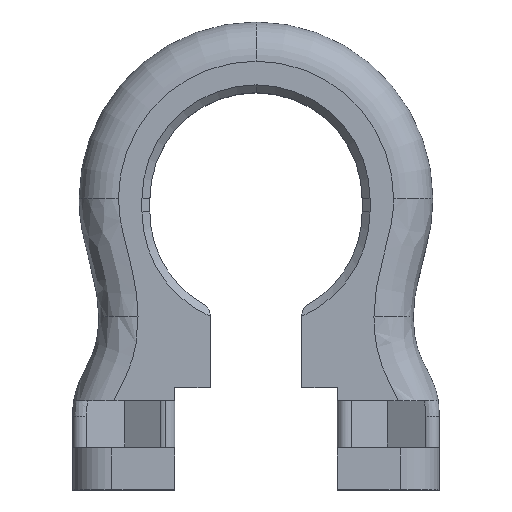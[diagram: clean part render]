
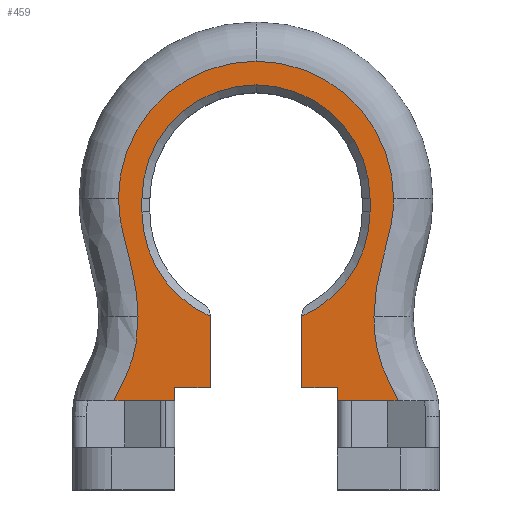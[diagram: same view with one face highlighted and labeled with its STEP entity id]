
A CAD part, top view. The second image highlights one B-rep face of the part: STEP entity #459.
In plain terms, the highlighted planar face has unit normal (0, 0, 1).
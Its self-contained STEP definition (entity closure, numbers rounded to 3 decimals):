
#32=CARTESIAN_POINT('',(-3.092,-29.319,11.489));
#33=VERTEX_POINT('',#32);
#42=CARTESIAN_POINT('',(-3.092,-29.819,11.489));
#43=VERTEX_POINT('',#42);
#44=CARTESIAN_POINT('',(-3.092,-29.819,11.489));
#45=DIRECTION('',(0.,1.,0.));
#46=VECTOR('',#45,0.5);
#47=LINE('',#44,#46);
#48=EDGE_CURVE('',#43,#33,#47,.T.);
#104=CARTESIAN_POINT('',(3.108,-29.819,11.489));
#105=VERTEX_POINT('',#104);
#106=CARTESIAN_POINT('',(3.108,-29.319,11.489));
#107=VERTEX_POINT('',#106);
#108=CARTESIAN_POINT('',(3.108,-29.819,11.489));
#109=DIRECTION('',(0.,1.,0.));
#110=VECTOR('',#109,0.5);
#111=LINE('',#108,#110);
#112=EDGE_CURVE('',#105,#107,#111,.T.);
#258=CARTESIAN_POINT('',(-6.992,-22.119,11.489));
#259=DIRECTION('',(0.,-0.,1.));
#260=DIRECTION('',(0.,1.,0.));
#261=AXIS2_PLACEMENT_3D('',#258,#259,#260);
#262=PLANE('',#261);
#263=CARTESIAN_POINT('',(4.358,-22.619,11.489));
#264=VERTEX_POINT('',#263);
#265=CARTESIAN_POINT('',(1.758,-26.602,11.489));
#266=VERTEX_POINT('',#265);
#267=CARTESIAN_POINT('',(0.008,-22.619,11.489));
#268=DIRECTION('',(-0.,0.,-1.));
#269=DIRECTION('',(0.,1.,0.));
#270=AXIS2_PLACEMENT_3D('',#267,#268,#269);
#271=CIRCLE('',#270,4.35);
#272=EDGE_CURVE('',#264,#266,#271,.T.);
#273=ORIENTED_EDGE('',*,*,#272,.T.);
#274=CARTESIAN_POINT('',(1.758,-29.319,11.489));
#275=VERTEX_POINT('',#274);
#276=CARTESIAN_POINT('',(1.758,-29.319,11.489));
#277=DIRECTION('',(0.,1.,0.));
#278=VECTOR('',#277,2.718);
#279=LINE('',#276,#278);
#280=EDGE_CURVE('',#275,#266,#279,.T.);
#281=ORIENTED_EDGE('',*,*,#280,.F.);
#282=CARTESIAN_POINT('',(1.758,-29.319,11.489));
#283=DIRECTION('',(1.,0.,-0.));
#284=VECTOR('',#283,1.35);
#285=LINE('',#282,#284);
#286=EDGE_CURVE('',#275,#107,#285,.T.);
#287=ORIENTED_EDGE('',*,*,#286,.T.);
#288=ORIENTED_EDGE('',*,*,#112,.F.);
#289=CARTESIAN_POINT('',(5.428,-29.819,11.489));
#290=VERTEX_POINT('',#289);
#291=CARTESIAN_POINT('',(5.428,-29.819,11.489));
#292=DIRECTION('',(-1.,0.,0.));
#293=VECTOR('',#292,2.32);
#294=LINE('',#291,#293);
#295=EDGE_CURVE('',#290,#105,#294,.T.);
#296=ORIENTED_EDGE('',*,*,#295,.F.);
#297=CARTESIAN_POINT('',(4.508,-26.619,11.489));
#298=VERTEX_POINT('',#297);
#299=CARTESIAN_POINT('',(5.428,-29.819,11.489));
#300=CARTESIAN_POINT('',(5.384,-29.685,11.489));
#301=CARTESIAN_POINT('',(5.32,-29.56,11.489));
#302=CARTESIAN_POINT('',(5.255,-29.434,11.489));
#303=CARTESIAN_POINT('',(5.19,-29.309,11.489));
#304=CARTESIAN_POINT('',(5.123,-29.184,11.489));
#305=CARTESIAN_POINT('',(5.06,-29.058,11.489));
#306=CARTESIAN_POINT('',(4.997,-28.932,11.489));
#307=CARTESIAN_POINT('',(4.938,-28.804,11.489));
#308=CARTESIAN_POINT('',(4.884,-28.673,11.489));
#309=CARTESIAN_POINT('',(4.83,-28.543,11.489));
#310=CARTESIAN_POINT('',(4.782,-28.409,11.489));
#311=CARTESIAN_POINT('',(4.74,-28.275,11.489));
#312=CARTESIAN_POINT('',(4.572,-27.737,11.489));
#313=CARTESIAN_POINT('',(4.508,-27.183,11.489));
#314=CARTESIAN_POINT('',(4.508,-26.619,11.489));
#315=B_SPLINE_CURVE_WITH_KNOTS('',3,(#299,#300,#301,#302,#303,#304,#305,#306,#307,#308,#309,#310,#311,#312,#313,#314),.UNSPECIFIED.,.F.,.F.,(4,3,3,3,3,4),(0.,0.,0.001,0.001,0.002,0.003),.UNSPECIFIED.);
#316=EDGE_CURVE('',#290,#298,#315,.T.);
#317=ORIENTED_EDGE('',*,*,#316,.T.);
#318=CARTESIAN_POINT('',(5.258,-22.119,11.489));
#319=VERTEX_POINT('',#318);
#320=CARTESIAN_POINT('',(4.508,-26.619,11.489));
#321=CARTESIAN_POINT('',(4.508,-26.235,11.489));
#322=CARTESIAN_POINT('',(4.544,-25.856,11.489));
#323=CARTESIAN_POINT('',(4.606,-25.481,11.489));
#324=CARTESIAN_POINT('',(4.668,-25.106,11.489));
#325=CARTESIAN_POINT('',(4.757,-24.736,11.489));
#326=CARTESIAN_POINT('',(4.853,-24.366,11.489));
#327=CARTESIAN_POINT('',(4.949,-23.996,11.489));
#328=CARTESIAN_POINT('',(5.052,-23.628,11.489));
#329=CARTESIAN_POINT('',(5.13,-23.254,11.489));
#330=CARTESIAN_POINT('',(5.208,-22.88,11.489));
#331=CARTESIAN_POINT('',(5.258,-22.503,11.489));
#332=CARTESIAN_POINT('',(5.258,-22.119,11.489));
#333=B_SPLINE_CURVE_WITH_KNOTS('',3,(#320,#321,#322,#323,#324,#325,#326,#327,#328,#329,#330,#331,#332),.UNSPECIFIED.,.F.,.F.,(4,3,3,3,4),(0.,0.001,0.002,0.003,0.005),.UNSPECIFIED.);
#334=EDGE_CURVE('',#298,#319,#333,.T.);
#335=ORIENTED_EDGE('',*,*,#334,.T.);
#336=CARTESIAN_POINT('',(0.008,-16.869,11.489));
#337=VERTEX_POINT('',#336);
#338=CARTESIAN_POINT('',(0.008,-22.119,11.489));
#339=DIRECTION('',(0.,-0.,1.));
#340=DIRECTION('',(0.,1.,0.));
#341=AXIS2_PLACEMENT_3D('',#338,#339,#340);
#342=CIRCLE('',#341,5.25);
#343=EDGE_CURVE('',#319,#337,#342,.T.);
#344=ORIENTED_EDGE('',*,*,#343,.T.);
#345=CARTESIAN_POINT('',(-5.242,-22.119,11.489));
#346=VERTEX_POINT('',#345);
#347=CARTESIAN_POINT('',(0.008,-22.119,11.489));
#348=DIRECTION('',(0.,-0.,1.));
#349=DIRECTION('',(0.,1.,0.));
#350=AXIS2_PLACEMENT_3D('',#347,#348,#349);
#351=CIRCLE('',#350,5.25);
#352=EDGE_CURVE('',#337,#346,#351,.T.);
#353=ORIENTED_EDGE('',*,*,#352,.T.);
#354=CARTESIAN_POINT('',(-4.492,-26.619,11.489));
#355=VERTEX_POINT('',#354);
#356=CARTESIAN_POINT('',(-5.242,-22.119,11.489));
#357=CARTESIAN_POINT('',(-5.242,-22.503,11.489));
#358=CARTESIAN_POINT('',(-5.192,-22.88,11.489));
#359=CARTESIAN_POINT('',(-5.114,-23.253,11.489));
#360=CARTESIAN_POINT('',(-5.036,-23.626,11.489));
#361=CARTESIAN_POINT('',(-4.933,-23.995,11.489));
#362=CARTESIAN_POINT('',(-4.837,-24.364,11.489));
#363=CARTESIAN_POINT('',(-4.741,-24.734,11.489));
#364=CARTESIAN_POINT('',(-4.652,-25.107,11.489));
#365=CARTESIAN_POINT('',(-4.589,-25.482,11.489));
#366=CARTESIAN_POINT('',(-4.527,-25.858,11.489));
#367=CARTESIAN_POINT('',(-4.492,-26.236,11.489));
#368=CARTESIAN_POINT('',(-4.492,-26.619,11.489));
#369=B_SPLINE_CURVE_WITH_KNOTS('',3,(#356,#357,#358,#359,#360,#361,#362,#363,#364,#365,#366,#367,#368),.UNSPECIFIED.,.F.,.F.,(4,3,3,3,4),(0.,0.001,0.002,0.003,0.005),.UNSPECIFIED.);
#370=EDGE_CURVE('',#346,#355,#369,.T.);
#371=ORIENTED_EDGE('',*,*,#370,.T.);
#372=CARTESIAN_POINT('',(-5.412,-29.819,11.489));
#373=VERTEX_POINT('',#372);
#374=CARTESIAN_POINT('',(-4.492,-26.619,11.489));
#375=CARTESIAN_POINT('',(-4.492,-27.183,11.489));
#376=CARTESIAN_POINT('',(-4.556,-27.737,11.489));
#377=CARTESIAN_POINT('',(-4.723,-28.275,11.489));
#378=CARTESIAN_POINT('',(-4.765,-28.409,11.489));
#379=CARTESIAN_POINT('',(-4.814,-28.543,11.489));
#380=CARTESIAN_POINT('',(-4.867,-28.673,11.489));
#381=CARTESIAN_POINT('',(-4.921,-28.804,11.489));
#382=CARTESIAN_POINT('',(-4.98,-28.932,11.489));
#383=CARTESIAN_POINT('',(-5.043,-29.058,11.489));
#384=CARTESIAN_POINT('',(-5.106,-29.184,11.489));
#385=CARTESIAN_POINT('',(-5.173,-29.309,11.489));
#386=CARTESIAN_POINT('',(-5.239,-29.434,11.489));
#387=CARTESIAN_POINT('',(-5.304,-29.56,11.489));
#388=CARTESIAN_POINT('',(-5.368,-29.685,11.489));
#389=CARTESIAN_POINT('',(-5.412,-29.819,11.489));
#390=B_SPLINE_CURVE_WITH_KNOTS('',3,(#374,#375,#376,#377,#378,#379,#380,#381,#382,#383,#384,#385,#386,#387,#388,#389),.UNSPECIFIED.,.F.,.F.,(4,3,3,3,3,4),(0.,0.002,0.002,0.003,0.003,0.003),.UNSPECIFIED.);
#391=EDGE_CURVE('',#355,#373,#390,.T.);
#392=ORIENTED_EDGE('',*,*,#391,.T.);
#393=CARTESIAN_POINT('',(-5.412,-29.819,11.489));
#394=DIRECTION('',(1.,-0.,-0.));
#395=VECTOR('',#394,2.32);
#396=LINE('',#393,#395);
#397=EDGE_CURVE('',#373,#43,#396,.T.);
#398=ORIENTED_EDGE('',*,*,#397,.T.);
#399=ORIENTED_EDGE('',*,*,#48,.T.);
#400=CARTESIAN_POINT('',(-1.742,-29.319,11.489));
#401=VERTEX_POINT('',#400);
#402=CARTESIAN_POINT('',(-1.742,-29.319,11.489));
#403=DIRECTION('',(-1.,-0.,0.));
#404=VECTOR('',#403,1.35);
#405=LINE('',#402,#404);
#406=EDGE_CURVE('',#401,#33,#405,.T.);
#407=ORIENTED_EDGE('',*,*,#406,.F.);
#408=CARTESIAN_POINT('',(-1.742,-26.602,11.489));
#409=VERTEX_POINT('',#408);
#410=CARTESIAN_POINT('',(-1.742,-29.319,11.489));
#411=DIRECTION('',(0.,1.,0.));
#412=VECTOR('',#411,2.718);
#413=LINE('',#410,#412);
#414=EDGE_CURVE('',#401,#409,#413,.T.);
#415=ORIENTED_EDGE('',*,*,#414,.T.);
#416=CARTESIAN_POINT('',(-4.342,-22.619,11.489));
#417=VERTEX_POINT('',#416);
#418=CARTESIAN_POINT('',(0.008,-22.619,11.489));
#419=DIRECTION('',(-0.,0.,-1.));
#420=DIRECTION('',(0.,1.,0.));
#421=AXIS2_PLACEMENT_3D('',#418,#419,#420);
#422=CIRCLE('',#421,4.35);
#423=EDGE_CURVE('',#409,#417,#422,.T.);
#424=ORIENTED_EDGE('',*,*,#423,.T.);
#425=CARTESIAN_POINT('',(-4.342,-22.119,11.489));
#426=VERTEX_POINT('',#425);
#427=CARTESIAN_POINT('',(-4.342,-22.619,11.489));
#428=DIRECTION('',(0.,1.,0.));
#429=VECTOR('',#428,0.5);
#430=LINE('',#427,#429);
#431=EDGE_CURVE('',#417,#426,#430,.T.);
#432=ORIENTED_EDGE('',*,*,#431,.T.);
#433=CARTESIAN_POINT('',(0.008,-17.769,11.489));
#434=VERTEX_POINT('',#433);
#435=CARTESIAN_POINT('',(0.008,-22.119,11.489));
#436=DIRECTION('',(-0.,0.,-1.));
#437=DIRECTION('',(0.,1.,0.));
#438=AXIS2_PLACEMENT_3D('',#435,#436,#437);
#439=CIRCLE('',#438,4.35);
#440=EDGE_CURVE('',#426,#434,#439,.T.);
#441=ORIENTED_EDGE('',*,*,#440,.T.);
#442=CARTESIAN_POINT('',(4.358,-22.119,11.489));
#443=VERTEX_POINT('',#442);
#444=CARTESIAN_POINT('',(0.008,-22.119,11.489));
#445=DIRECTION('',(-0.,0.,-1.));
#446=DIRECTION('',(0.,1.,0.));
#447=AXIS2_PLACEMENT_3D('',#444,#445,#446);
#448=CIRCLE('',#447,4.35);
#449=EDGE_CURVE('',#434,#443,#448,.T.);
#450=ORIENTED_EDGE('',*,*,#449,.T.);
#451=CARTESIAN_POINT('',(4.358,-22.119,11.489));
#452=DIRECTION('',(0.,-1.,-0.));
#453=VECTOR('',#452,0.5);
#454=LINE('',#451,#453);
#455=EDGE_CURVE('',#443,#264,#454,.T.);
#456=ORIENTED_EDGE('',*,*,#455,.T.);
#457=EDGE_LOOP('',(#273,#281,#287,#288,#296,#317,#335,#344,#353,#371,#392,#398,#399,#407,#415,#424,#432,#441,#450,#456));
#458=FACE_BOUND('',#457,.T.);
#459=ADVANCED_FACE('',(#458),#262,.T.);
